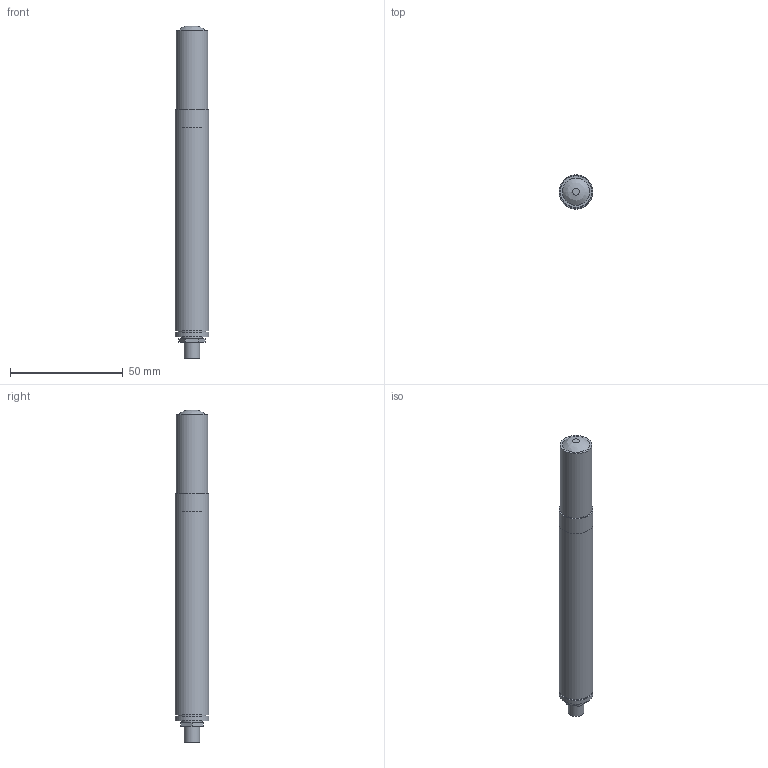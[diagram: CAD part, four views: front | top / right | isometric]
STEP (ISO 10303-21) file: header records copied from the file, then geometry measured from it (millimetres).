
FILE_DESCRIPTION(/* description */ (''),/* implementation_level */ '2;1');
FILE_NAME(/* name */ 'Pi-x000Zxx.step',/* time_stamp */ '2021-08-02T08:46:49+02:00',/* author */ (''),/* organization */ (''),/* preprocessor_version */ 'ST-DEVELOPER v18.1',/* originating_system */ 'Autodesk Translation Framework v10.9.0.1377',/* authorisation */ '');
FILE_SCHEMA (('AUTOMOTIVE_DESIGN { 1 0 10303 214 3 1 1 }'));
Length unit declared in the file: millimetre
Products named in the file (6): Pi-x000Zxx; Pi-xxx0Z; M12-4pin; Component1; Component2; Filtr_R1
Assembly tree (5 placements, depth 4):
  Pi-x000Zxx
    Pi-xxx0Z
      M12-4pin
        Component1
        Component2
    Filtr_R1
Bounding box: 15 x 15 x 147 mm (x, y, z)
Volume: 13938.1 mm3; surface area: 11793.8 mm2
Topology: 4 solids, 4 shells, 46 faces, 78 edges, 52 vertices
Faces by surface type: plane 26, cylinder 14, bspline 5, torus 1
Full cylindrical faces by diameter (mm): 1 x4, 6 x1, 7 x1, 8 x1, 9 x1, 12 x2, 14 x1, 15 x3
Entity records: 1387 total; most frequent: CARTESIAN_POINT 317, DIRECTION 228, ORIENTED_EDGE 156, AXIS2_PLACEMENT_3D 98, EDGE_CURVE 78, EDGE_LOOP 60, VERTEX_POINT 52, FACE_OUTER_BOUND 46
